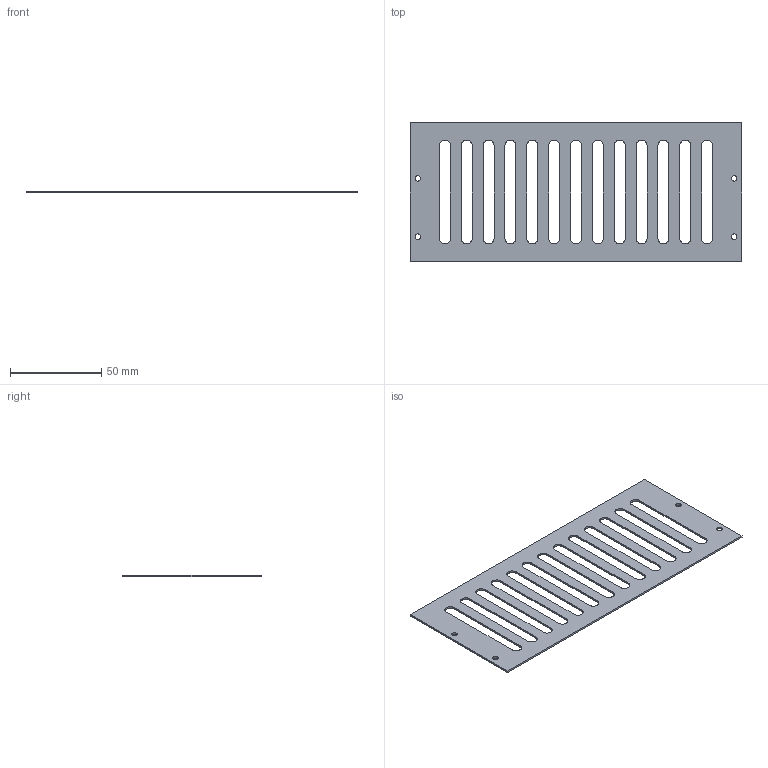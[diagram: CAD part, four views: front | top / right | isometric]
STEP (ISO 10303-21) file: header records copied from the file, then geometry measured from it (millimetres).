
FILE_DESCRIPTION (( 'STEP AP203' ), '1' );
FILE_NAME ('菁窒ヶ綴訇褲x1-抯啣.STEP', '2024-11-05T11:16:29', ( '' ), ( '' ), 'SwSTEP 2.0', 'SolidWorks 2020', '' );
FILE_SCHEMA (( 'CONFIG_CONTROL_DESIGN' ));
Length unit declared in the file: millimetre
Products named in the file (1): 菁窒ヶ綴訇褲x1-抯啣
Bounding box: 181.8 x 76 x 1 mm (x, y, z)
Volume: 9443 mm3; surface area: 21010.3 mm2
Topology: 1 solids, 1 shells, 66 faces, 192 edges, 128 vertices
Faces by surface type: cylinder 34, plane 32
Entity records: 2349 total; most frequent: DIRECTION 394, CARTESIAN_POINT 387, ORIENTED_EDGE 384, EDGE_CURVE 192, AXIS2_PLACEMENT_3D 135, VERTEX_POINT 128, VECTOR 124, LINE 124
